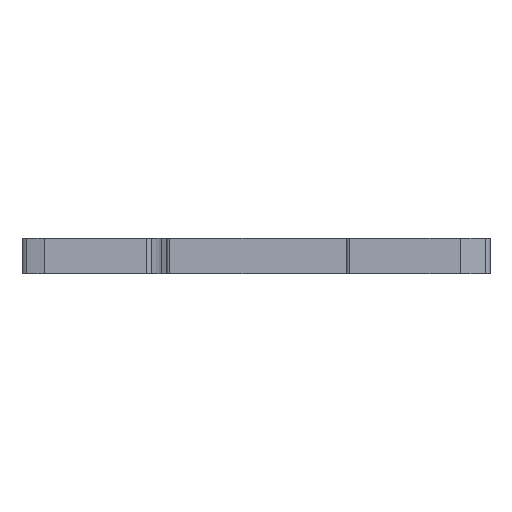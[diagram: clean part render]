
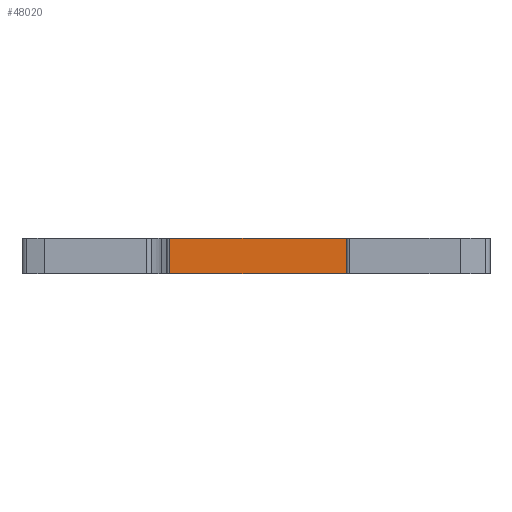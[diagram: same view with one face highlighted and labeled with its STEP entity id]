
A CAD part, front view. The second image highlights one B-rep face of the part: STEP entity #48020.
In plain terms, the highlighted planar face has unit normal (0, -1, 0).
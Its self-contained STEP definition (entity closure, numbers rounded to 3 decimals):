
#17020=CARTESIAN_POINT('',(-17.091,19.1,-6.9));
#17030=VERTEX_POINT('',#17020);
#17060=CARTESIAN_POINT('',(0.,19.1,-6.9));
#17070=DIRECTION('',(-1.,0.,0.));
#17080=VECTOR('',#17070,1.);
#17090=LINE('',#17060,#17080);
#17100=CARTESIAN_POINT('',(15.15,19.1,-6.9));
#17110=VERTEX_POINT('',#17100);
#17120=EDGE_CURVE('',#17110,#17030,#17090,.T.);
#39770=CARTESIAN_POINT('',(15.15,19.1,-3.85));
#39780=DIRECTION('',(0.,0.,-1.));
#39790=VECTOR('',#39780,1.);
#39800=LINE('',#39770,#39790);
#39810=CARTESIAN_POINT('',(15.15,19.1,
-0.8));
#39820=VERTEX_POINT('',#39810);
#39830=EDGE_CURVE('',#39820,#17110,#39800,.T.);
#43980=CARTESIAN_POINT('',(0.,19.1,-0.8));
#43990=DIRECTION('',(-1.,0.,0.));
#44000=VECTOR('',#43990,1.);
#44010=LINE('',#43980,#44000);
#44020=CARTESIAN_POINT('',(-17.091,19.1,
-0.8));
#44030=VERTEX_POINT('',#44020);
#44040=EDGE_CURVE('',#39820,#44030,#44010,.T.);
#47860=CARTESIAN_POINT('',(15.15,19.1,-1.6));
#47870=DIRECTION('',(0.,1.,-0.));
#47880=DIRECTION('',(-1.,0.,0.));
#47890=AXIS2_PLACEMENT_3D('',#47860,#47870,#47880);
#47900=PLANE('',#47890);
#47910=ORIENTED_EDGE('',*,*,#17120,.F.);
#47920=CARTESIAN_POINT('',(-17.091,19.1,-3.85));
#47930=DIRECTION('',(0.,0.,-1.));
#47940=VECTOR('',#47930,1.);
#47950=LINE('',#47920,#47940);
#47960=EDGE_CURVE('',#44030,#17030,#47950,.T.);
#47970=ORIENTED_EDGE('',*,*,#47960,.T.);
#47980=ORIENTED_EDGE('',*,*,#44040,.T.);
#47990=ORIENTED_EDGE('',*,*,#39830,.F.);
#48000=EDGE_LOOP('',(#47990,#47980,#47970,#47910));
#48010=FACE_OUTER_BOUND('',#48000,.T.);
#48020=ADVANCED_FACE('',(#48010),#47900,.F.);
